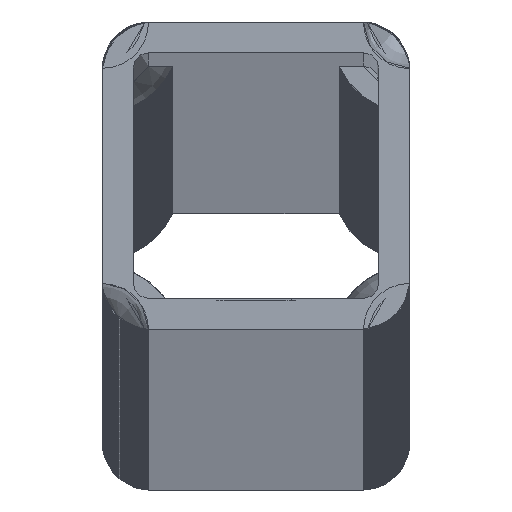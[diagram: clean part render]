
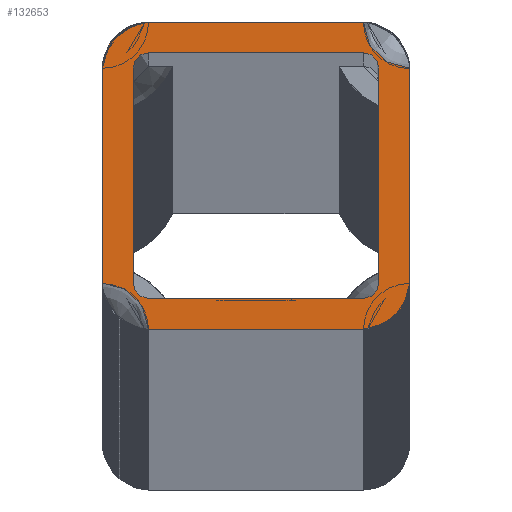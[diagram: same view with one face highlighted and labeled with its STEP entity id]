
A CAD part, top view. The second image highlights one B-rep face of the part: STEP entity #132653.
In plain terms, the highlighted planar face has unit normal (0, 0, 1).
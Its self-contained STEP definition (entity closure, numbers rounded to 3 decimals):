
#2968 = ORIENTED_EDGE ( 'NONE', *, *, #50264, .T. ) ;
#4820 = CARTESIAN_POINT ( 'NONE',  ( 0., 0., 0. ) ) ;
#9374 = ORIENTED_EDGE ( 'NONE', *, *, #124094, .T. ) ;
#10958 = VECTOR ( 'NONE', #247350, 1000. ) ;
#10961 = DIRECTION ( 'NONE',  ( 1., 0., 0. ) ) ;
#11170 = ORIENTED_EDGE ( 'NONE', *, *, #58273, .F. ) ;
#11576 = CARTESIAN_POINT ( 'NONE',  ( -10., -10., 0. ) ) ;
#12201 = VERTEX_POINT ( 'NONE', #46396 ) ;
#13192 = AXIS2_PLACEMENT_3D ( 'NONE', #149198, #254552, #280034 ) ;
#16851 = CARTESIAN_POINT ( 'NONE',  ( 10., 7., 0. ) ) ;
#17422 = AXIS2_PLACEMENT_3D ( 'NONE', #255513, #151097, #277285 ) ;
#18236 = VERTEX_POINT ( 'NONE', #85225 ) ;
#18539 = AXIS2_PLACEMENT_3D ( 'NONE', #149567, #275734, #19763 ) ;
#18792 = LINE ( 'NONE', #61703, #269554 ) ;
#19763 = DIRECTION ( 'NONE',  ( 1., 0., 0. ) ) ;
#21458 = VERTEX_POINT ( 'NONE', #162631 ) ;
#21525 = VERTEX_POINT ( 'NONE', #208968 ) ;
#22120 = ORIENTED_EDGE ( 'NONE', *, *, #116701, .F. ) ;
#26598 = DIRECTION ( 'NONE',  ( 0., 0., 1. ) ) ;
#27523 = DIRECTION ( 'NONE',  ( 1., 0., 0. ) ) ;
#28546 = LINE ( 'NONE', #39715, #222175 ) ;
#30059 = EDGE_CURVE ( 'NONE', #21458, #18236, #215742, .T. ) ;
#30264 = AXIS2_PLACEMENT_3D ( 'NONE', #221742, #115669, #27523 ) ;
#31360 = ORIENTED_EDGE ( 'NONE', *, *, #126216, .F. ) ;
#31952 = DIRECTION ( 'NONE',  ( 0., 1., 0. ) ) ;
#38108 = ORIENTED_EDGE ( 'NONE', *, *, #279070, .F. ) ;
#39125 = EDGE_CURVE ( 'NONE', #53429, #166516, #193392, .T. ) ;
#39715 = CARTESIAN_POINT ( 'NONE',  ( -8., 0., 0. ) ) ;
#40673 = DIRECTION ( 'NONE',  ( -1., 0., 0. ) ) ;
#46396 = CARTESIAN_POINT ( 'NONE',  ( -7., 8., 0. ) ) ;
#46820 = CARTESIAN_POINT ( 'NONE',  ( 8., -7., 0. ) ) ;
#48406 = PLANE ( 'NONE',  #95874 ) ;
#48897 = ORIENTED_EDGE ( 'NONE', *, *, #91366, .F. ) ;
#50264 = EDGE_CURVE ( 'NONE', #18236, #21525, #92851, .T. ) ;
#52854 = CARTESIAN_POINT ( 'NONE',  ( 8., 0., 0. ) ) ;
#53429 = VERTEX_POINT ( 'NONE', #107046 ) ;
#54112 = EDGE_LOOP ( 'NONE', ( #266316, #212976, #2968, #100568, #38108, #129359, #9374, #148596 ) ) ;
#56722 = AXIS2_PLACEMENT_3D ( 'NONE', #268314, #223729, #115751 ) ;
#58273 = EDGE_CURVE ( 'NONE', #214709, #110848, #123704, .T. ) ;
#59010 = CARTESIAN_POINT ( 'NONE',  ( 8., 7., 0. ) ) ;
#59496 = CARTESIAN_POINT ( 'NONE',  ( 7., -7., 0. ) ) ;
#61703 = CARTESIAN_POINT ( 'NONE',  ( 0., -8., 0. ) ) ;
#65126 = VERTEX_POINT ( 'NONE', #225702 ) ;
#68403 = CIRCLE ( 'NONE', #258654, 1. ) ;
#69369 = ORIENTED_EDGE ( 'NONE', *, *, #227937, .F. ) ;
#76358 = DIRECTION ( 'NONE',  ( 0., 0., 1. ) ) ;
#78174 = VECTOR ( 'NONE', #146001, 1000. ) ;
#82733 = EDGE_CURVE ( 'NONE', #65126, #214709, #28546, .T. ) ;
#85225 = CARTESIAN_POINT ( 'NONE',  ( 7., -10., 0. ) ) ;
#86251 = DIRECTION ( 'NONE',  ( 1., 0., 0. ) ) ;
#86961 = ORIENTED_EDGE ( 'NONE', *, *, #245896, .F. ) ;
#90711 = CIRCLE ( 'NONE', #17422, 3. ) ;
#91366 = EDGE_CURVE ( 'NONE', #239885, #132841, #240718, .T. ) ;
#92851 = CIRCLE ( 'NONE', #18539, 3. ) ;
#95874 = AXIS2_PLACEMENT_3D ( 'NONE', #4820, #26598, #178170 ) ;
#97679 = EDGE_CURVE ( 'NONE', #21525, #241012, #170934, .T. ) ;
#100568 = ORIENTED_EDGE ( 'NONE', *, *, #97679, .T. ) ;
#102252 = CARTESIAN_POINT ( 'NONE',  ( -10., -7., 0. ) ) ;
#107046 = CARTESIAN_POINT ( 'NONE',  ( -10., 7., 0. ) ) ;
#110848 = VERTEX_POINT ( 'NONE', #142775 ) ;
#114202 = EDGE_CURVE ( 'NONE', #132841, #165734, #156976, .T. ) ;
#114316 = CARTESIAN_POINT ( 'NONE',  ( -8., -7., 0. ) ) ;
#115669 = DIRECTION ( 'NONE',  ( 0., 0., 1. ) ) ;
#115751 = DIRECTION ( 'NONE',  ( 1., 0., 0. ) ) ;
#116701 = EDGE_CURVE ( 'NONE', #165734, #259653, #68403, .T. ) ;
#117068 = CIRCLE ( 'NONE', #30264, 1. ) ;
#120908 = ORIENTED_EDGE ( 'NONE', *, *, #114202, .F. ) ;
#121835 = CARTESIAN_POINT ( 'NONE',  ( 7., 7., 0. ) ) ;
#123704 = CIRCLE ( 'NONE', #280195, 1. ) ;
#124094 = EDGE_CURVE ( 'NONE', #162085, #53429, #90711, .T. ) ;
#124854 = DIRECTION ( 'NONE',  ( 1., 0., 0. ) ) ;
#126216 = EDGE_CURVE ( 'NONE', #12201, #65126, #117068, .T. ) ;
#126695 = FACE_BOUND ( 'NONE', #268383, .T. ) ;
#129359 = ORIENTED_EDGE ( 'NONE', *, *, #230849, .T. ) ;
#132653 = ADVANCED_FACE ( 'NONE', ( #126695, #276009 ), #48406, .T. ) ;
#132841 = VERTEX_POINT ( 'NONE', #46820 ) ;
#133373 = DIRECTION ( 'NONE',  ( -1., 0., 0. ) ) ;
#136333 = CARTESIAN_POINT ( 'NONE',  ( 10., 10., 0. ) ) ;
#142232 = VERTEX_POINT ( 'NONE', #218450 ) ;
#142775 = CARTESIAN_POINT ( 'NONE',  ( -7., -8., 0. ) ) ;
#145768 = CARTESIAN_POINT ( 'NONE',  ( 7., -8., 0. ) ) ;
#146001 = DIRECTION ( 'NONE',  ( 0., -1., 0. ) ) ;
#146840 = ORIENTED_EDGE ( 'NONE', *, *, #82733, .F. ) ;
#148596 = ORIENTED_EDGE ( 'NONE', *, *, #39125, .T. ) ;
#149198 = CARTESIAN_POINT ( 'NONE',  ( 10., 10., 0. ) ) ;
#149567 = CARTESIAN_POINT ( 'NONE',  ( 7., -7., 0. ) ) ;
#151097 = DIRECTION ( 'NONE',  ( 0., 0., 1. ) ) ;
#155662 = EDGE_CURVE ( 'NONE', #21458, #166516, #270681, .T. ) ;
#156976 = LINE ( 'NONE', #52854, #163752 ) ;
#162085 = VERTEX_POINT ( 'NONE', #262603 ) ;
#162631 = CARTESIAN_POINT ( 'NONE',  ( -7., -10., 0. ) ) ;
#163058 = CARTESIAN_POINT ( 'NONE',  ( -10., 10., 0. ) ) ;
#163752 = VECTOR ( 'NONE', #31952, 1000. ) ;
#165734 = VERTEX_POINT ( 'NONE', #59010 ) ;
#166516 = VERTEX_POINT ( 'NONE', #102252 ) ;
#170934 = LINE ( 'NONE', #136333, #272674 ) ;
#178170 = DIRECTION ( 'NONE',  ( 1., 0., 0. ) ) ;
#189176 = CIRCLE ( 'NONE', #13192, 3. ) ;
#193392 = LINE ( 'NONE', #163058, #78174 ) ;
#195909 = CARTESIAN_POINT ( 'NONE',  ( 7., 8., 0. ) ) ;
#196822 = CARTESIAN_POINT ( 'NONE',  ( 0., 8., 0. ) ) ;
#202608 = DIRECTION ( 'NONE',  ( 0., 1., 0. ) ) ;
#203904 = DIRECTION ( 'NONE',  ( 1., 0., 0. ) ) ;
#208968 = CARTESIAN_POINT ( 'NONE',  ( 10., -7., 0. ) ) ;
#212976 = ORIENTED_EDGE ( 'NONE', *, *, #30059, .T. ) ;
#214709 = VERTEX_POINT ( 'NONE', #114316 ) ;
#215742 = LINE ( 'NONE', #11576, #269993 ) ;
#218450 = CARTESIAN_POINT ( 'NONE',  ( 7., 10., 0. ) ) ;
#221742 = CARTESIAN_POINT ( 'NONE',  ( -7., 7., 0. ) ) ;
#222175 = VECTOR ( 'NONE', #254953, 1000. ) ;
#223729 = DIRECTION ( 'NONE',  ( 0., 0., 1. ) ) ;
#224466 = AXIS2_PLACEMENT_3D ( 'NONE', #59496, #254747, #124854 ) ;
#224670 = LINE ( 'NONE', #274845, #10958 ) ;
#225702 = CARTESIAN_POINT ( 'NONE',  ( -8., 7., 0. ) ) ;
#227937 = EDGE_CURVE ( 'NONE', #259653, #12201, #244576, .T. ) ;
#230849 = EDGE_CURVE ( 'NONE', #142232, #162085, #224670, .T. ) ;
#233094 = CARTESIAN_POINT ( 'NONE',  ( -7., -7., 0. ) ) ;
#239885 = VERTEX_POINT ( 'NONE', #145768 ) ;
#240718 = CIRCLE ( 'NONE', #224466, 1. ) ;
#241012 = VERTEX_POINT ( 'NONE', #16851 ) ;
#244576 = LINE ( 'NONE', #196822, #251362 ) ;
#245896 = EDGE_CURVE ( 'NONE', #110848, #239885, #18792, .T. ) ;
#247350 = DIRECTION ( 'NONE',  ( -1., 0., 0. ) ) ;
#251362 = VECTOR ( 'NONE', #133373, 1000. ) ;
#254552 = DIRECTION ( 'NONE',  ( 0., 0., 1. ) ) ;
#254747 = DIRECTION ( 'NONE',  ( 0., 0., 1. ) ) ;
#254953 = DIRECTION ( 'NONE',  ( 0., -1., 0. ) ) ;
#255513 = CARTESIAN_POINT ( 'NONE',  ( -7., 7., 0. ) ) ;
#257765 = DIRECTION ( 'NONE',  ( 0., 0., 1. ) ) ;
#258654 = AXIS2_PLACEMENT_3D ( 'NONE', #121835, #76358, #10961 ) ;
#259653 = VERTEX_POINT ( 'NONE', #195909 ) ;
#262603 = CARTESIAN_POINT ( 'NONE',  ( -7., 10., 0. ) ) ;
#266316 = ORIENTED_EDGE ( 'NONE', *, *, #155662, .F. ) ;
#268314 = CARTESIAN_POINT ( 'NONE',  ( -10., -10., 0. ) ) ;
#268383 = EDGE_LOOP ( 'NONE', ( #86961, #11170, #146840, #31360, #69369, #22120, #120908, #48897 ) ) ;
#269554 = VECTOR ( 'NONE', #86251, 1000. ) ;
#269993 = VECTOR ( 'NONE', #203904, 1000. ) ;
#270681 = CIRCLE ( 'NONE', #56722, 3. ) ;
#272674 = VECTOR ( 'NONE', #202608, 1000. ) ;
#274845 = CARTESIAN_POINT ( 'NONE',  ( -10., 10., 0. ) ) ;
#275734 = DIRECTION ( 'NONE',  ( 0., 0., 1. ) ) ;
#276009 = FACE_OUTER_BOUND ( 'NONE', #54112, .T. ) ;
#277285 = DIRECTION ( 'NONE',  ( 1., 0., 0. ) ) ;
#279070 = EDGE_CURVE ( 'NONE', #142232, #241012, #189176, .T. ) ;
#280034 = DIRECTION ( 'NONE',  ( 1., 0., 0. ) ) ;
#280195 = AXIS2_PLACEMENT_3D ( 'NONE', #233094, #257765, #40673 ) ;
